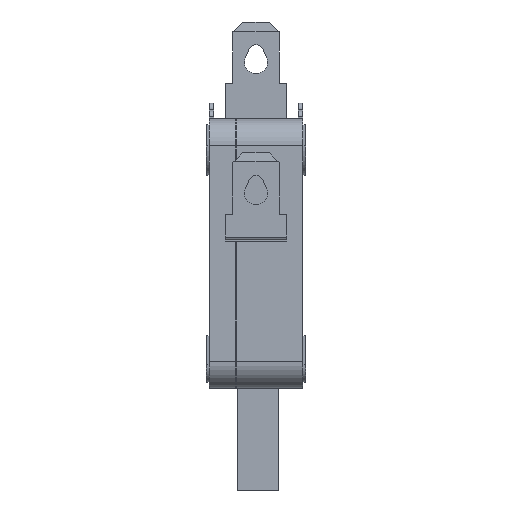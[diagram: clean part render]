
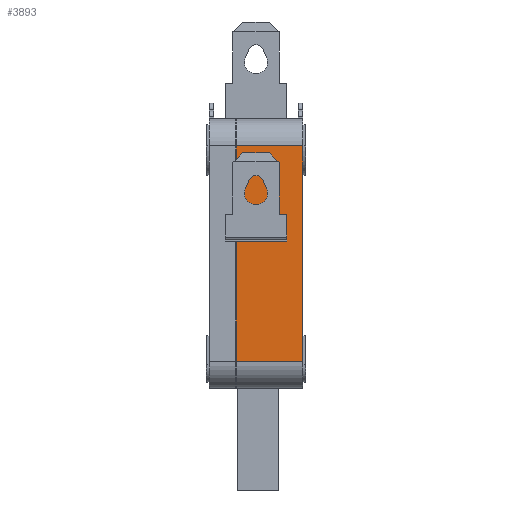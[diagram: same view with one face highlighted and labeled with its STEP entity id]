
A CAD part, front view. The second image highlights one B-rep face of the part: STEP entity #3893.
In plain terms, the highlighted planar face has unit normal (0, -1, 0).
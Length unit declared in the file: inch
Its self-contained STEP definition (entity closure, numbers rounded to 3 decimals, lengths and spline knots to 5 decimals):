
#282=FACE_OUTER_BOUND('',#509,.T.);
#509=EDGE_LOOP('',(#2993,#2994,#2995,#2996,#2997,#2998,#2999,#3000));
#683=LINE('',#5558,#1150);
#818=LINE('',#5890,#1285);
#820=LINE('',#5894,#1287);
#886=LINE('',#6076,#1353);
#891=LINE('',#6085,#1358);
#892=LINE('',#6086,#1359);
#893=LINE('',#6087,#1360);
#894=LINE('',#6088,#1361);
#1150=VECTOR('',#4449,0.87402);
#1285=VECTOR('',#4718,0.48425);
#1287=VECTOR('',#4720,0.3622);
#1353=VECTOR('',#4884,0.20571);
#1358=VECTOR('',#4891,0.20571);
#1359=VECTOR('',#4892,0.27067);
#1360=VECTOR('',#4893,0.27067);
#1361=VECTOR('',#4894,0.02756);
#1625=VERTEX_POINT('',#5555);
#1626=VERTEX_POINT('',#5557);
#1755=VERTEX_POINT('',#5887);
#1756=VERTEX_POINT('',#5889);
#1757=VERTEX_POINT('',#5891);
#1758=VERTEX_POINT('',#5893);
#1825=VERTEX_POINT('',#6075);
#1828=VERTEX_POINT('',#6084);
#2004=EDGE_CURVE('',#1626,#1625,#683,.T.);
#2170=EDGE_CURVE('',#1756,#1755,#818,.T.);
#2172=EDGE_CURVE('',#1758,#1757,#820,.T.);
#2264=EDGE_CURVE('',#1757,#1825,#886,.T.);
#2269=EDGE_CURVE('',#1756,#1828,#891,.T.);
#2270=EDGE_CURVE('',#1755,#1626,#892,.T.);
#2271=EDGE_CURVE('',#1625,#1758,#893,.T.);
#2272=EDGE_CURVE('',#1828,#1825,#894,.T.);
#2993=ORIENTED_EDGE('',*,*,#2269,.F.);
#2994=ORIENTED_EDGE('',*,*,#2170,.T.);
#2995=ORIENTED_EDGE('',*,*,#2270,.T.);
#2996=ORIENTED_EDGE('',*,*,#2004,.T.);
#2997=ORIENTED_EDGE('',*,*,#2271,.T.);
#2998=ORIENTED_EDGE('',*,*,#2172,.T.);
#2999=ORIENTED_EDGE('',*,*,#2264,.T.);
#3000=ORIENTED_EDGE('',*,*,#2272,.F.);
#3719=PLANE('',#4209);
#3893=ADVANCED_FACE('',(#282),#3719,.F.);
#4209=AXIS2_PLACEMENT_3D('',#6083,#4889,#4890);
#4449=DIRECTION('',(0.,0.,1.));
#4718=DIRECTION('',(0.,0.,-1.));
#4720=DIRECTION('',(0.,0.,-1.));
#4884=DIRECTION('',(1.,0.,0.));
#4889=DIRECTION('center_axis',(0.,1.,0.));
#4890=DIRECTION('ref_axis',(0.,0.,1.));
#4891=DIRECTION('',(1.,0.,0.));
#4892=DIRECTION('',(1.,0.,0.));
#4893=DIRECTION('',(-1.,0.,0.));
#4894=DIRECTION('',(0.,0.,1.));
#5555=CARTESIAN_POINT('',(0.,-0.11024,0.87402));
#5557=CARTESIAN_POINT('',(0.,-0.11024,0.));
#5558=CARTESIAN_POINT('',(0.,-0.11024,0.));
#5887=CARTESIAN_POINT('',(-0.27067,-0.11024,0.));
#5889=CARTESIAN_POINT('',(-0.27067,-0.11024,0.48425));
#5890=CARTESIAN_POINT('',(-0.27067,-0.11024,0.48425));
#5891=CARTESIAN_POINT('',(-0.27067,-0.11024,0.51181));
#5893=CARTESIAN_POINT('',(-0.27067,-0.11024,0.87402));
#5894=CARTESIAN_POINT('',(-0.27067,-0.11024,0.87402));
#6075=CARTESIAN_POINT('',(-0.06496,-0.11024,0.51181));
#6076=CARTESIAN_POINT('',(-0.27067,-0.11024,0.51181));
#6083=CARTESIAN_POINT('Origin',(-0.38189,-0.11024,0.));
#6084=CARTESIAN_POINT('',(-0.06496,-0.11024,0.48425));
#6085=CARTESIAN_POINT('',(-0.27067,-0.11024,0.48425));
#6086=CARTESIAN_POINT('',(-0.27067,-0.11024,0.));
#6087=CARTESIAN_POINT('',(0.,-0.11024,0.87402));
#6088=CARTESIAN_POINT('',(-0.06496,-0.11024,0.48425));
